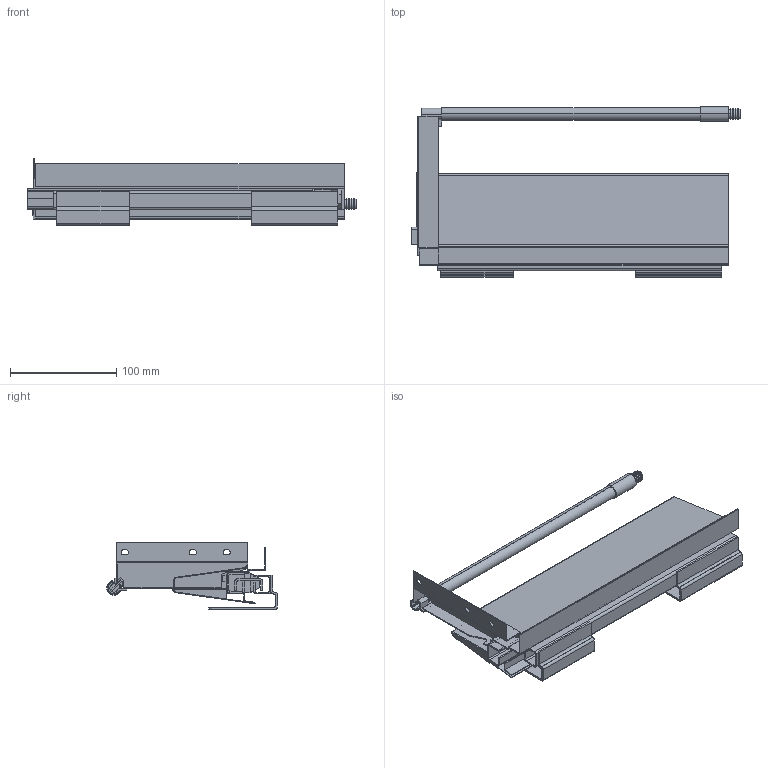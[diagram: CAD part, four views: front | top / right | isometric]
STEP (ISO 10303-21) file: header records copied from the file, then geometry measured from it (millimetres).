
FILE_DESCRIPTION (( 'STEP AP214' ), '1' );
FILE_NAME ('F000449,F000455-CLOSED_RIGHT_3D.step', '2022-10-10T14:45:38', ( '' ), ( '' ), 'SwSTEP 2.0', 'SolidWorks 2020', '' );
FILE_SCHEMA (( 'AUTOMOTIVE_DESIGN' ));
Length unit declared in the file: millimetre
Products named in the file (11): NX40-Reling-ROUND-300-BEZ DRZAKU; F000449,F000455-CLOSED_RIGHT_3D; NX40-drzak zad-H140-PRAVY; NX40-300-STREDNI; NX40-300-VNEJSI PRAVY; NX40-300-VNITRNI PRAVY; NX40-Koncovka KULATEHO relingu vnejsi-PRAVA; NX40-300-RELING KULATY VNEJSI PRAVY; NX40-BOCNICE-SESTAVA-H140-1xKULATY RELING-300-PRAVA; Riex NX40 Bocnice-300-H86-PRAVA; NX40-300-CLOSED_RIGHT_3D
Assembly tree (10 placements, depth 4):
  F000449,F000455-CLOSED_RIGHT_3D
    NX40-300-CLOSED_RIGHT_3D
      NX40-300-VNEJSI PRAVY
      NX40-300-STREDNI
      NX40-300-VNITRNI PRAVY
    NX40-BOCNICE-SESTAVA-H140-1xKULATY RELING-300-PRAVA
      Riex NX40 Bocnice-300-H86-PRAVA
      NX40-drzak zad-H140-PRAVY
      NX40-300-RELING KULATY VNEJSI PRAVY
        NX40-Reling-ROUND-300-BEZ DRZAKU
        NX40-Koncovka KULATEHO relingu vnejsi-PRAVA
Bounding box: 310 x 161 x 62.5 mm (x, y, z)
Volume: 173410.9 mm3; surface area: 323301.1 mm2
Topology: 16 solids, 17 shells, 373 faces, 956 edges, 624 vertices
Faces by surface type: plane 209, cylinder 116, cone 48
Entity records: 11898 total; most frequent: DIRECTION 2031, CARTESIAN_POINT 1969, ORIENTED_EDGE 1912, EDGE_CURVE 956, AXIS2_PLACEMENT_3D 686, LINE 659, VECTOR 659, VERTEX_POINT 624
